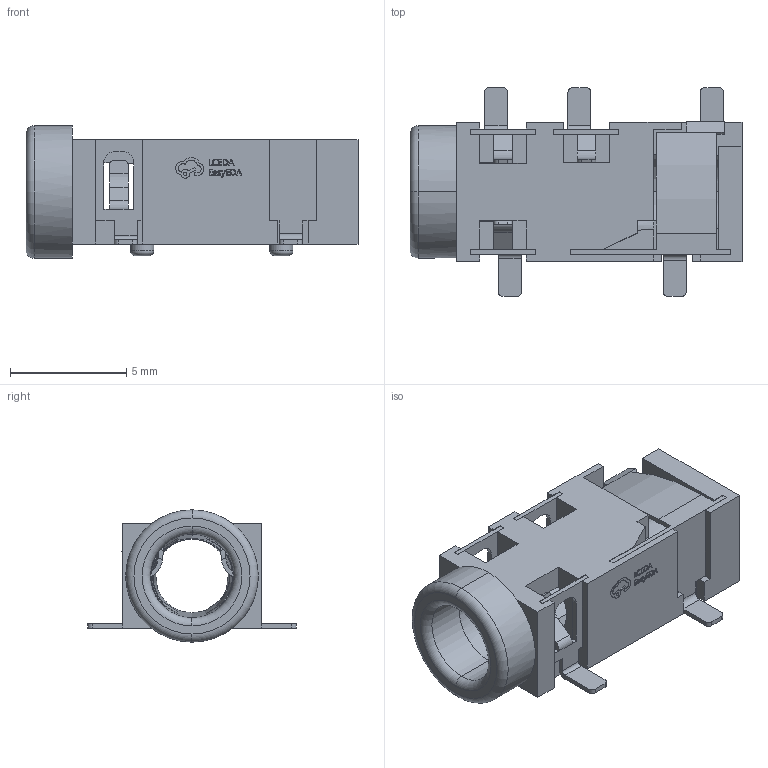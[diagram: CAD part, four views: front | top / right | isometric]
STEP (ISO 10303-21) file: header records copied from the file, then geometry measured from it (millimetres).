
FILE_DESCRIPTION (( 'STEP AP214' ), '1' );
FILE_NAME ('AUDIO-SMD_L12.0-W6.0-H5.7-5P.step', '2022-06-16T10:21:07', ( '' ), ( '' ), 'SwSTEP 2.0', 'SolidWorks 2020', '' );
FILE_SCHEMA (( 'AUTOMOTIVE_DESIGN' ));
Length unit declared in the file: millimetre
Products named in the file (1): AUDIO-SMD_L12.0-W6.0-H5.7-5P
Bounding box: 14.3 x 9 x 5.7 mm (x, y, z)
Volume: 194.1 mm3; surface area: 657.3 mm2
Topology: 1 solids, 1 shells, 531 faces, 1428 edges, 906 vertices
Faces by surface type: plane 368, bspline 98, cylinder 55, torus 8, cone 2
Entity records: 22773 total; most frequent: CARTESIAN_POINT 4283, ORIENTED_EDGE 2856, DIRECTION 2193, EDGE_CURVE 1428, VECTOR 1059, LINE 1059, VERTEX_POINT 906, AXIS2_PLACEMENT_3D 567
